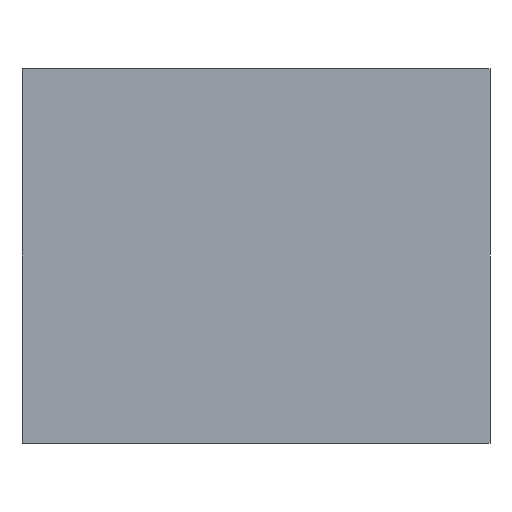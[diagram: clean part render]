
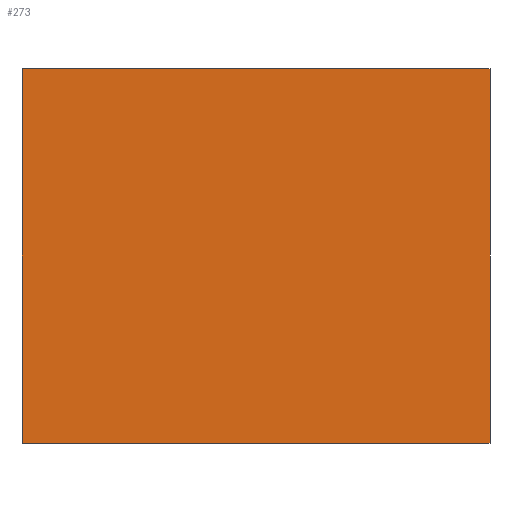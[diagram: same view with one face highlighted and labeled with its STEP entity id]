
A CAD part, left-side view. The second image highlights one B-rep face of the part: STEP entity #273.
In plain terms, the highlighted planar face has unit normal (-1, 0, 0).
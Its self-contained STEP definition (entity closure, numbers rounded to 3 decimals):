
#36=CARTESIAN_POINT('Line Origine',(0.,0.,36.)) ;
#40=CARTESIAN_POINT('Vertex',(0.,0.,0.)) ;
#42=CARTESIAN_POINT('Vertex',(0.,0.,72.)) ;
#230=CARTESIAN_POINT('Vertex',(0.,90.,0.)) ;
#233=CARTESIAN_POINT('Line Origine',(0.,90.,36.)) ;
#237=CARTESIAN_POINT('Vertex',(0.,90.,72.)) ;
#252=CARTESIAN_POINT('Axis2P3D Location',(0.,0.,0.)) ;
#257=CARTESIAN_POINT('Line Origine',(0.,45.,0.)) ;
#262=CARTESIAN_POINT('Line Origine',(0.,45.,72.)) ;
#38=VECTOR('Line Direction',#37,1.) ;
#235=VECTOR('Line Direction',#234,1.) ;
#259=VECTOR('Line Direction',#258,1.) ;
#264=VECTOR('Line Direction',#263,1.) ;
#37=DIRECTION('Vector Direction',(0.,0.,1.)) ;
#234=DIRECTION('Vector Direction',(0.,0.,1.)) ;
#253=DIRECTION('Axis2P3D Direction',(1.,0.,0.)) ;
#254=DIRECTION('Axis2P3D XDirection',(0.,1.,0.)) ;
#258=DIRECTION('Vector Direction',(0.,1.,0.)) ;
#263=DIRECTION('Vector Direction',(0.,1.,0.)) ;
#255=AXIS2_PLACEMENT_3D('Plane Axis2P3D',#252,#253,#254) ;
#39=LINE('Line',#36,#38) ;
#236=LINE('Line',#233,#235) ;
#260=LINE('Line',#257,#259) ;
#265=LINE('Line',#262,#264) ;
#256=PLANE('',#255) ;
#44=EDGE_CURVE('',#41,#43,#39,.T.) ;
#239=EDGE_CURVE('',#231,#238,#236,.T.) ;
#261=EDGE_CURVE('',#231,#41,#260,.F.) ;
#266=EDGE_CURVE('',#238,#43,#265,.F.) ;
#268=ORIENTED_EDGE('',*,*,#239,.F.) ;
#269=ORIENTED_EDGE('',*,*,#261,.T.) ;
#270=ORIENTED_EDGE('',*,*,#44,.T.) ;
#271=ORIENTED_EDGE('',*,*,#266,.F.) ;
#267=EDGE_LOOP('',(#268,#269,#270,#271)) ;
#41=VERTEX_POINT('',#40) ;
#43=VERTEX_POINT('',#42) ;
#231=VERTEX_POINT('',#230) ;
#238=VERTEX_POINT('',#237) ;
#273=ADVANCED_FACE('PartBody',(#272),#256,.F.) ;
#272=FACE_OUTER_BOUND('',#267,.T.) ;
